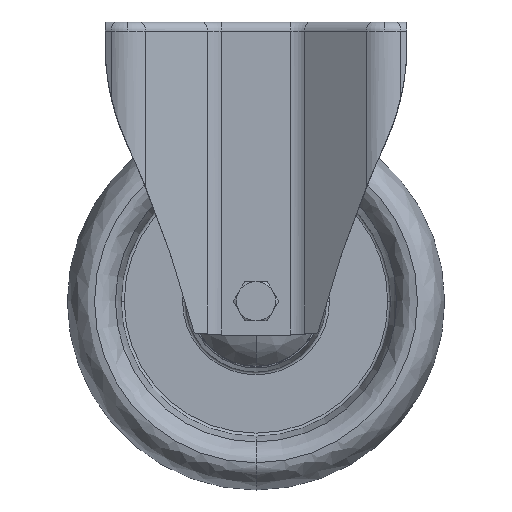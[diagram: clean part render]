
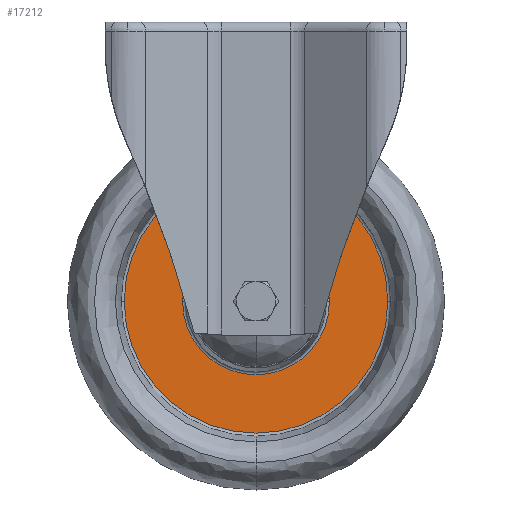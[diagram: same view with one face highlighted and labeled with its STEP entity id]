
A CAD part, top view. The second image highlights one B-rep face of the part: STEP entity #17212.
In plain terms, the highlighted planar face has unit normal (0, 0, 1).
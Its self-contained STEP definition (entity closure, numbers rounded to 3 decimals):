
#158 = ORIENTED_EDGE ( 'NONE', *, *, #13967, .T. ) ;
#257 = CARTESIAN_POINT ( 'NONE',  ( 28.658, -148.96, 2.5 ) ) ;
#617 = DIRECTION ( 'NONE',  ( -1., 0., 0. ) ) ;
#697 = CARTESIAN_POINT ( 'NONE',  ( -15.019, -148.96, 2.5 ) ) ;
#886 = DIRECTION ( 'NONE',  ( 0., 0., -1. ) ) ;
#1340 = DIRECTION ( 'NONE',  ( -1., 0., 0. ) ) ;
#1410 = AXIS2_PLACEMENT_3D ( 'NONE', #15033, #1507, #1340 ) ;
#1507 = DIRECTION ( 'NONE',  ( 0., 0., -1. ) ) ;
#1643 = AXIS2_PLACEMENT_3D ( 'NONE', #697, #886, #6204 ) ;
#1672 = ORIENTED_EDGE ( 'NONE', *, *, #3782, .F. ) ;
#1931 = FACE_OUTER_BOUND ( 'NONE', #9253, .T. ) ;
#2593 = DIRECTION ( 'NONE',  ( 0., 0., -1. ) ) ;
#3065 = EDGE_CURVE ( 'NONE', #11726, #5241, #12991, .T. ) ;
#3104 = EDGE_CURVE ( 'NONE', #3241, #17261, #16072, .T. ) ;
#3239 = FACE_BOUND ( 'NONE', #11960, .T. ) ;
#3241 = VERTEX_POINT ( 'NONE', #16675 ) ;
#3782 = EDGE_CURVE ( 'NONE', #5241, #11726, #5659, .T. ) ;
#5002 = CIRCLE ( 'NONE', #1643, 24.335 ) ;
#5241 = VERTEX_POINT ( 'NONE', #7208 ) ;
#5659 = CIRCLE ( 'NONE', #17234, 43.677 ) ;
#5884 = AXIS2_PLACEMENT_3D ( 'NONE', #8237, #2593, #9471 ) ;
#6204 = DIRECTION ( 'NONE',  ( -1., 0., 0. ) ) ;
#6492 = CARTESIAN_POINT ( 'NONE',  ( -39.353, -148.96, 2.5 ) ) ;
#7208 = CARTESIAN_POINT ( 'NONE',  ( -58.695, -148.96, 2.5 ) ) ;
#8237 = CARTESIAN_POINT ( 'NONE',  ( -15.019, -148.96, 2.5 ) ) ;
#8808 = PLANE ( 'NONE',  #9965 ) ;
#8971 = CARTESIAN_POINT ( 'NONE',  ( -15.019, -148.96, 2.5 ) ) ;
#9065 = DIRECTION ( 'NONE',  ( 1., 0., 0. ) ) ;
#9233 = ORIENTED_EDGE ( 'NONE', *, *, #3065, .F. ) ;
#9253 = EDGE_LOOP ( 'NONE', ( #1672, #9233 ) ) ;
#9471 = DIRECTION ( 'NONE',  ( -1., 0., 0. ) ) ;
#9965 = AXIS2_PLACEMENT_3D ( 'NONE', #14543, #11823, #9065 ) ;
#11455 = DIRECTION ( 'NONE',  ( 0., 0., -1. ) ) ;
#11726 = VERTEX_POINT ( 'NONE', #257 ) ;
#11823 = DIRECTION ( 'NONE',  ( 0., 0., 1. ) ) ;
#11960 = EDGE_LOOP ( 'NONE', ( #158, #14229 ) ) ;
#12991 = CIRCLE ( 'NONE', #1410, 43.677 ) ;
#13967 = EDGE_CURVE ( 'NONE', #17261, #3241, #5002, .T. ) ;
#14229 = ORIENTED_EDGE ( 'NONE', *, *, #3104, .T. ) ;
#14543 = CARTESIAN_POINT ( 'NONE',  ( -15.019, -105.283, 2.5 ) ) ;
#15033 = CARTESIAN_POINT ( 'NONE',  ( -15.019, -148.96, 2.5 ) ) ;
#16072 = CIRCLE ( 'NONE', #5884, 24.335 ) ;
#16675 = CARTESIAN_POINT ( 'NONE',  ( 9.316, -148.96, 2.5 ) ) ;
#17212 = ADVANCED_FACE ( 'NONE', ( #3239, #1931 ), #8808, .T. ) ;
#17234 = AXIS2_PLACEMENT_3D ( 'NONE', #8971, #11455, #617 ) ;
#17261 = VERTEX_POINT ( 'NONE', #6492 ) ;
